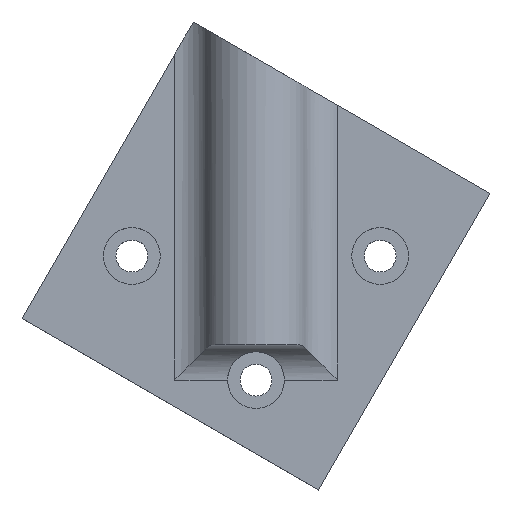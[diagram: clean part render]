
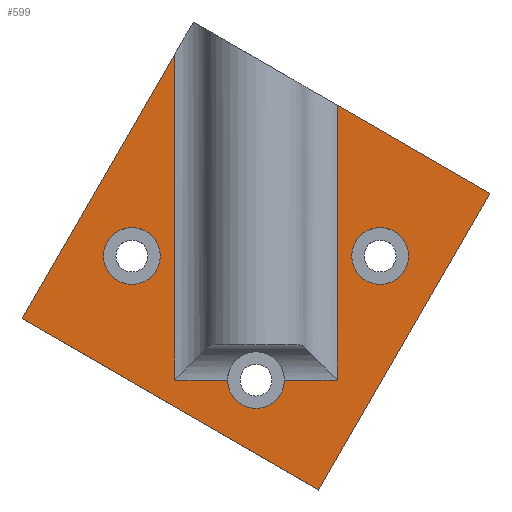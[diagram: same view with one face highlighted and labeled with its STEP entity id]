
A CAD part, top view. The second image highlights one B-rep face of the part: STEP entity #599.
In plain terms, the highlighted planar face has unit normal (0, 0, 1).
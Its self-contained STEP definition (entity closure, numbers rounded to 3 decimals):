
#1 = CARTESIAN_POINT ( 'NONE',  ( 11.456, 21.272, 7.5 ) ) ;
#5 = CARTESIAN_POINT ( 'NONE',  ( 11.456, -17.5, 7.5 ) ) ;
#8 = CARTESIAN_POINT ( 'NONE',  ( 21.5, 0., 7.5 ) ) ;
#11 = CARTESIAN_POINT ( 'NONE',  ( -4., -17.5, 7.5 ) ) ;
#18 = CARTESIAN_POINT ( 'NONE',  ( 13.5, 0., 7.5 ) ) ;
#30 = CARTESIAN_POINT ( 'NONE',  ( -32.99, -8.84, 7.5 ) ) ;
#57 = AXIS2_PLACEMENT_3D ( 'NONE', #476, #474, #473 ) ;
#62 = AXIS2_PLACEMENT_3D ( 'NONE', #769, #759, #754 ) ;
#83 = AXIS2_PLACEMENT_3D ( 'NONE', #300, #270, #269 ) ;
#84 = AXIS2_PLACEMENT_3D ( 'NONE', #343, #299, #293 ) ;
#96 = CARTESIAN_POINT ( 'NONE',  ( -11.456, 28.458, 7.5 ) ) ;
#101 = CARTESIAN_POINT ( 'NONE',  ( -11.456, -17.5, 7.5 ) ) ;
#103 = CARTESIAN_POINT ( 'NONE',  ( -13.5, 0., 7.5 ) ) ;
#269 = DIRECTION ( 'NONE',  ( 1., 0., 0. ) ) ;
#270 = DIRECTION ( 'NONE',  ( 0., 0., 1. ) ) ;
#272 = DIRECTION ( 'NONE',  ( 0., -1., 0. ) ) ;
#289 = CARTESIAN_POINT ( 'NONE',  ( 0., -17.5, 7.5 ) ) ;
#293 = DIRECTION ( 'NONE',  ( 1., 0., 0. ) ) ;
#296 = CARTESIAN_POINT ( 'NONE',  ( 8.84, -32.99, 7.5 ) ) ;
#298 = CARTESIAN_POINT ( 'NONE',  ( -32.99, -8.84, 7.5 ) ) ;
#299 = DIRECTION ( 'NONE',  ( 0., 0., 1. ) ) ;
#300 = CARTESIAN_POINT ( 'NONE',  ( 17.5, 0., 7.5 ) ) ;
#301 = CARTESIAN_POINT ( 'NONE',  ( 11.456, 0., 7.5 ) ) ;
#302 = DIRECTION ( 'NONE',  ( 0.5, 0.866, 0. ) ) ;
#307 = DIRECTION ( 'NONE',  ( -0.5, -0.866, 0. ) ) ;
#309 = DIRECTION ( 'NONE',  ( -1., 0., 0. ) ) ;
#310 = DIRECTION ( 'NONE',  ( 0., 1., 0. ) ) ;
#312 = CARTESIAN_POINT ( 'NONE',  ( -11.456, 0., 7.5 ) ) ;
#314 = CARTESIAN_POINT ( 'NONE',  ( 0., -17.5, 7.5 ) ) ;
#320 = CARTESIAN_POINT ( 'NONE',  ( -8.84, 32.99, 7.5 ) ) ;
#328 = CARTESIAN_POINT ( 'NONE',  ( -8.84, 32.99, 7.5 ) ) ;
#329 = DIRECTION ( 'NONE',  ( 0.866, -0.5, 0. ) ) ;
#339 = DIRECTION ( 'NONE',  ( -0.866, 0.5, 0. ) ) ;
#343 = CARTESIAN_POINT ( 'NONE',  ( -17.5, 0., 7.5 ) ) ;
#344 = DIRECTION ( 'NONE',  ( -1., 0., 0. ) ) ;
#386 = EDGE_CURVE ( 'NONE', #1137, #1185, #1089, .T. ) ;
#388 = EDGE_CURVE ( 'NONE', #1199, #1311, #1170, .T. ) ;
#398 = EDGE_CURVE ( 'NONE', #1316, #994, #1155, .T. ) ;
#473 = DIRECTION ( 'NONE',  ( 1., 0., 0. ) ) ;
#474 = DIRECTION ( 'NONE',  ( 0., 0., 1. ) ) ;
#476 = CARTESIAN_POINT ( 'NONE',  ( -17.5, 0., 7.5 ) ) ;
#500 = DIRECTION ( 'NONE',  ( 1., 0., 0. ) ) ;
#501 = DIRECTION ( 'NONE',  ( 0., 0., 1. ) ) ;
#502 = CARTESIAN_POINT ( 'NONE',  ( 0., -17.5, 7.5 ) ) ;
#504 = DIRECTION ( 'NONE',  ( 1., 0., 0. ) ) ;
#505 = DIRECTION ( 'NONE',  ( 0., 0., 1. ) ) ;
#506 = CARTESIAN_POINT ( 'NONE',  ( 17.5, 0., 7.5 ) ) ;
#556 = CARTESIAN_POINT ( 'NONE',  ( 4., -17.5, 7.5 ) ) ;
#568 = CARTESIAN_POINT ( 'NONE',  ( 32.99, 8.84, 7.5 ) ) ;
#569 = CARTESIAN_POINT ( 'NONE',  ( -21.5, 0., 7.5 ) ) ;
#570 = CARTESIAN_POINT ( 'NONE',  ( 8.84, -32.99, 7.5 ) ) ;
#599 = ADVANCED_FACE ( 'NONE', ( #1223, #961, #972 ), #770, .T. ) ;
#667 = EDGE_CURVE ( 'NONE', #994, #1316, #953, .T. ) ;
#668 = EDGE_CURVE ( 'NONE', #1185, #1137, #1282, .T. ) ;
#669 = EDGE_CURVE ( 'NONE', #999, #1311, #1098, .T. ) ;
#670 = EDGE_CURVE ( 'NONE', #997, #999, #1145, .T. ) ;
#671 = EDGE_CURVE ( 'NONE', #1310, #1325, #1021, .T. ) ;
#672 = EDGE_CURVE ( 'NONE', #1044, #1310, #1288, .T. ) ;
#673 = EDGE_CURVE ( 'NONE', #967, #1044, #1136, .T. ) ;
#674 = EDGE_CURVE ( 'NONE', #975, #967, #1204, .T. ) ;
#675 = EDGE_CURVE ( 'NONE', #1199, #975, #1267, .T. ) ;
#687 = EDGE_CURVE ( 'NONE', #1325, #997, #1235, .T. ) ;
#689 = AXIS2_PLACEMENT_3D ( 'NONE', #502, #501, #500 ) ;
#690 = AXIS2_PLACEMENT_3D ( 'NONE', #506, #505, #504 ) ;
#754 = DIRECTION ( 'NONE',  ( 1., 0., 0. ) ) ;
#759 = DIRECTION ( 'NONE',  ( 0., 0., 1. ) ) ;
#769 = CARTESIAN_POINT ( 'NONE',  ( 0., 0., 7.5 ) ) ;
#770 = PLANE ( 'NONE',  #62 ) ;
#953 = CIRCLE ( 'NONE', #84, 4. ) ;
#961 = FACE_BOUND ( 'NONE', #1040, .T. ) ;
#967 = VERTEX_POINT ( 'NONE', #96 ) ;
#972 = FACE_BOUND ( 'NONE', #1075, .T. ) ;
#975 = VERTEX_POINT ( 'NONE', #101 ) ;
#994 = VERTEX_POINT ( 'NONE', #103 ) ;
#997 = VERTEX_POINT ( 'NONE', #1 ) ;
#999 = VERTEX_POINT ( 'NONE', #5 ) ;
#1021 = LINE ( 'NONE', #296, #1286 ) ;
#1027 = VECTOR ( 'NONE', #272, 1000. ) ;
#1030 = ORIENTED_EDGE ( 'NONE', *, *, #386, .F. ) ;
#1040 = EDGE_LOOP ( 'NONE', ( #1213, #1030 ) ) ;
#1044 = VERTEX_POINT ( 'NONE', #30 ) ;
#1057 = ORIENTED_EDGE ( 'NONE', *, *, #669, .T. ) ;
#1063 = ORIENTED_EDGE ( 'NONE', *, *, #388, .F. ) ;
#1067 = ORIENTED_EDGE ( 'NONE', *, *, #672, .T. ) ;
#1075 = EDGE_LOOP ( 'NONE', ( #1120, #1099 ) ) ;
#1089 = CIRCLE ( 'NONE', #690, 4. ) ;
#1094 = ORIENTED_EDGE ( 'NONE', *, *, #671, .T. ) ;
#1098 = LINE ( 'NONE', #289, #1283 ) ;
#1099 = ORIENTED_EDGE ( 'NONE', *, *, #398, .F. ) ;
#1106 = ORIENTED_EDGE ( 'NONE', *, *, #670, .T. ) ;
#1120 = ORIENTED_EDGE ( 'NONE', *, *, #667, .F. ) ;
#1124 = VECTOR ( 'NONE', #339, 1000. ) ;
#1126 = EDGE_LOOP ( 'NONE', ( #1128, #1225, #1203, #1067, #1094, #1291, #1106, #1057, #1063 ) ) ;
#1128 = ORIENTED_EDGE ( 'NONE', *, *, #675, .T. ) ;
#1134 = VECTOR ( 'NONE', #329, 1000. ) ;
#1136 = LINE ( 'NONE', #328, #1284 ) ;
#1137 = VERTEX_POINT ( 'NONE', #18 ) ;
#1145 = LINE ( 'NONE', #301, #1027 ) ;
#1155 = CIRCLE ( 'NONE', #57, 4. ) ;
#1170 = CIRCLE ( 'NONE', #689, 4. ) ;
#1185 = VERTEX_POINT ( 'NONE', #8 ) ;
#1199 = VERTEX_POINT ( 'NONE', #11 ) ;
#1203 = ORIENTED_EDGE ( 'NONE', *, *, #673, .T. ) ;
#1204 = LINE ( 'NONE', #312, #1268 ) ;
#1213 = ORIENTED_EDGE ( 'NONE', *, *, #668, .F. ) ;
#1223 = FACE_OUTER_BOUND ( 'NONE', #1126, .T. ) ;
#1225 = ORIENTED_EDGE ( 'NONE', *, *, #674, .T. ) ;
#1233 = VECTOR ( 'NONE', #309, 1000. ) ;
#1235 = LINE ( 'NONE', #320, #1124 ) ;
#1267 = LINE ( 'NONE', #314, #1233 ) ;
#1268 = VECTOR ( 'NONE', #310, 1000. ) ;
#1282 = CIRCLE ( 'NONE', #83, 4. ) ;
#1283 = VECTOR ( 'NONE', #344, 1000. ) ;
#1284 = VECTOR ( 'NONE', #307, 1000. ) ;
#1286 = VECTOR ( 'NONE', #302, 1000. ) ;
#1288 = LINE ( 'NONE', #298, #1134 ) ;
#1291 = ORIENTED_EDGE ( 'NONE', *, *, #687, .T. ) ;
#1310 = VERTEX_POINT ( 'NONE', #570 ) ;
#1311 = VERTEX_POINT ( 'NONE', #556 ) ;
#1316 = VERTEX_POINT ( 'NONE', #569 ) ;
#1325 = VERTEX_POINT ( 'NONE', #568 ) ;
